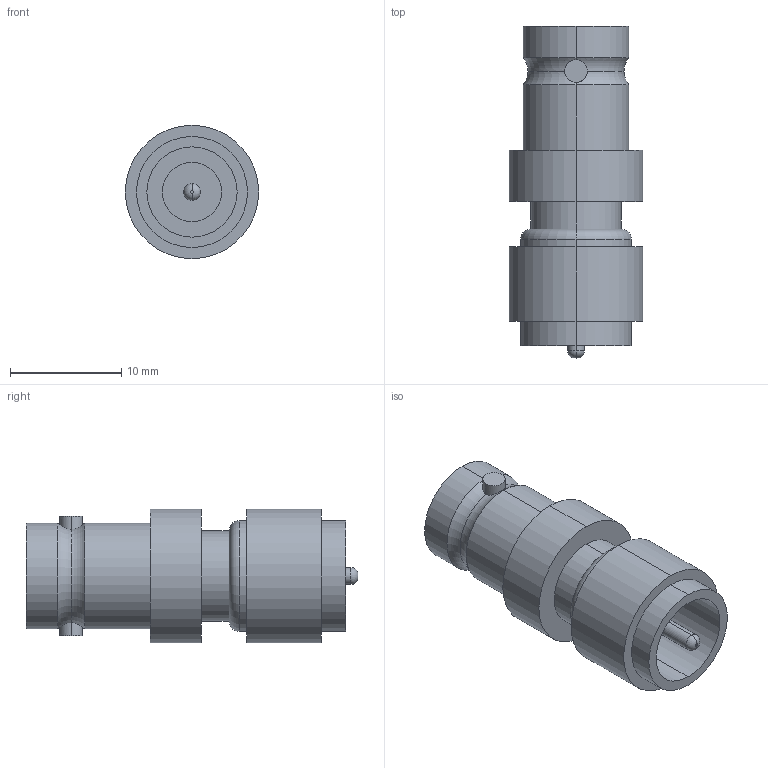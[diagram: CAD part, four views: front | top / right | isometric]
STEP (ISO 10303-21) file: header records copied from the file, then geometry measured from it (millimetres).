
FILE_DESCRIPTION (( 'STEP AP214' ), '1' );
FILE_NAME ('BA883 REV D_3D.STEP', '2020-03-23T17:05:22', ( '' ), ( '' ), 'SwSTEP 2.0', 'SolidWorks 2018', '' );
FILE_SCHEMA (( 'AUTOMOTIVE_DESIGN' ));
Length unit declared in the file: inch
Products named in the file (1): BA883 REV D_3D
Bounding box: 12.01 x 29.9 x 12.01 mm (x, y, z)
Volume: 1730.4 mm3; surface area: 1829.1 mm2
Topology: 1 solids, 1 shells, 55 faces, 112 edges, 70 vertices
Faces by surface type: cylinder 32, plane 15, torus 8
Entity records: 1850 total; most frequent: CARTESIAN_POINT 312, DIRECTION 288, ORIENTED_EDGE 224, AXIS2_PLACEMENT_3D 128, EDGE_CURVE 112, CIRCLE 72, VERTEX_POINT 70, EDGE_LOOP 66
